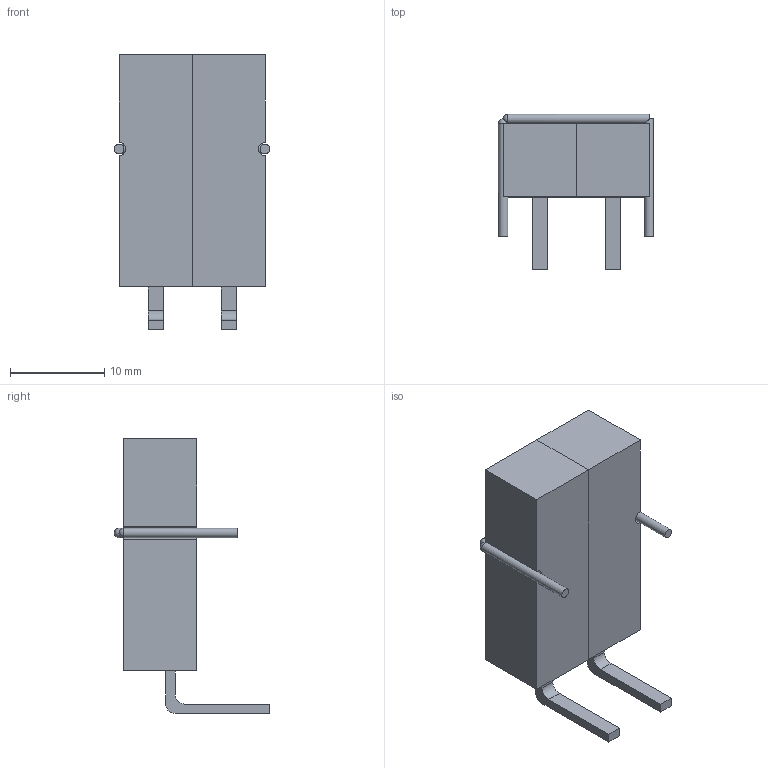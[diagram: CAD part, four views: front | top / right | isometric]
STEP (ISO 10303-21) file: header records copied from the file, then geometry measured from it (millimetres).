
FILE_DESCRIPTION(/* description */ (''),/* implementation_level */ '2;1');
FILE_NAME(/* name */ 'Power Pole v1.step',/* time_stamp */ '2022-10-08T15:44:33+01:00',/* author */ (''),/* organization */ (''),/* preprocessor_version */ 'ST-DEVELOPER v19',/* originating_system */ 'Autodesk Translation Framework v11.7.0.108',/* authorisation */ '');
FILE_SCHEMA (('AUTOMOTIVE_DESIGN { 1 0 10303 214 3 1 1 }'));
Length unit declared in the file: millimetre
Products named in the file (1): Power Pole
Bounding box: 16.43 x 16.44 x 29.1 mm (x, y, z)
Volume: 3020.1 mm3; surface area: 2057.6 mm2
Topology: 5 solids, 5 shells, 45 faces, 105 edges, 70 vertices
Faces by surface type: plane 34, cylinder 9, sphere 2
Full cylindrical faces by diameter (mm): 1 x3
Entity records: 1364 total; most frequent: CARTESIAN_POINT 264, DIRECTION 214, ORIENTED_EDGE 210, EDGE_CURVE 105, LINE 78, VECTOR 78, VERTEX_POINT 70, AXIS2_PLACEMENT_3D 68
